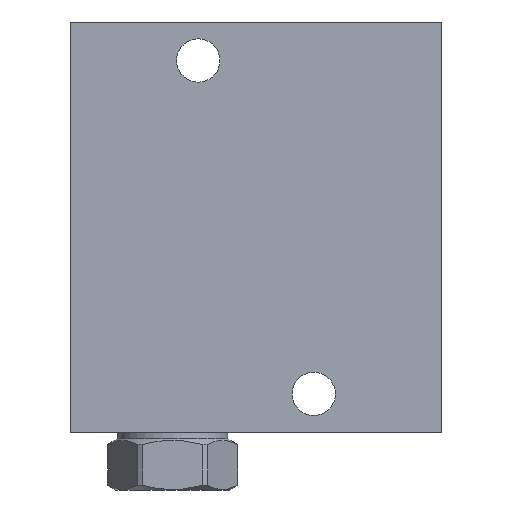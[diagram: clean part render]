
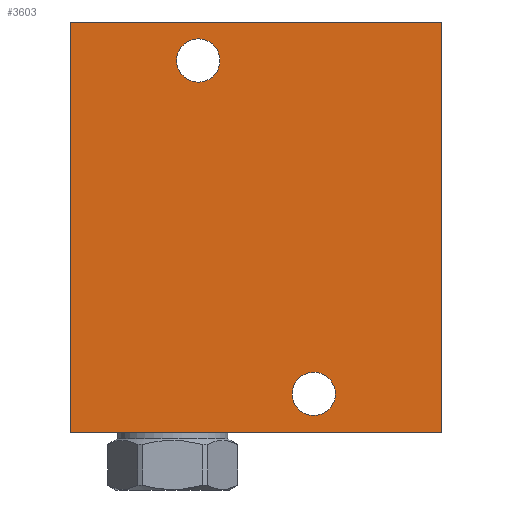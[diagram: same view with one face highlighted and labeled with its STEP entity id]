
A CAD part, front view. The second image highlights one B-rep face of the part: STEP entity #3603.
In plain terms, the highlighted planar face has unit normal (0, -1, 0).
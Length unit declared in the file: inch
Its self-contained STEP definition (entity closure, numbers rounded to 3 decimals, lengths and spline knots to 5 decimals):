
#5=DIRECTION('',(1.,0.,0.));
#6=VECTOR('',#5,3.625);
#7=CARTESIAN_POINT('',(0.,-1.5,0.));
#8=LINE('',#7,#6);
#75=DIRECTION('',(0.,0.,1.));
#76=VECTOR('',#75,4.);
#77=CARTESIAN_POINT('',(3.625,-1.5,0.));
#78=LINE('',#77,#76);
#121=DIRECTION('',(1.,0.,0.));
#122=VECTOR('',#121,3.625);
#123=CARTESIAN_POINT('',(0.,-1.5,4.));
#124=LINE('',#123,#122);
#1722=DIRECTION('',(0.,0.,1.));
#1723=VECTOR('',#1722,4.);
#1724=CARTESIAN_POINT('',(0.,-1.5,0.));
#1725=LINE('',#1724,#1723);
#1726=CARTESIAN_POINT('',(1.25,-1.5,3.625));
#1727=DIRECTION('',(0.,-1.,0.));
#1728=DIRECTION('',(-1.,0.,0.));
#1729=AXIS2_PLACEMENT_3D('',#1726,#1727,#1728);
#1731=CARTESIAN_POINT('',(1.25,-1.5,3.625));
#1732=DIRECTION('',(0.,-1.,0.));
#1733=DIRECTION('',(1.,0.,0.));
#1734=AXIS2_PLACEMENT_3D('',#1731,#1732,#1733);
#1736=CARTESIAN_POINT('',(2.375,-1.5,0.375));
#1737=DIRECTION('',(0.,-1.,0.));
#1738=DIRECTION('',(-1.,0.,0.));
#1739=AXIS2_PLACEMENT_3D('',#1736,#1737,#1738);
#1741=CARTESIAN_POINT('',(2.375,-1.5,0.375));
#1742=DIRECTION('',(0.,-1.,0.));
#1743=DIRECTION('',(1.,0.,0.));
#1744=AXIS2_PLACEMENT_3D('',#1741,#1742,#1743);
#1763=CARTESIAN_POINT('',(0.,-1.5,0.));
#1765=VERTEX_POINT('',#1763);
#1766=CARTESIAN_POINT('',(3.625,-1.5,0.));
#1767=VERTEX_POINT('',#1766);
#1771=CARTESIAN_POINT('',(0.,-1.5,4.));
#1773=VERTEX_POINT('',#1771);
#1774=CARTESIAN_POINT('',(3.625,-1.5,4.));
#1775=VERTEX_POINT('',#1774);
#1916=CARTESIAN_POINT('',(1.039,-1.5,3.625));
#1917=CARTESIAN_POINT('',(1.461,-1.5,3.625));
#1918=VERTEX_POINT('',#1916);
#1919=VERTEX_POINT('',#1917);
#1924=CARTESIAN_POINT('',(2.164,-1.5,0.375));
#1925=CARTESIAN_POINT('',(2.586,-1.5,0.375));
#1926=VERTEX_POINT('',#1924);
#1927=VERTEX_POINT('',#1925);
#3580=CARTESIAN_POINT('',(0.,-1.5,0.));
#3581=DIRECTION('',(0.,-1.,0.));
#3582=DIRECTION('',(1.,0.,0.));
#3583=AXIS2_PLACEMENT_3D('',#3580,#3581,#3582);
#3584=PLANE('',#3583);
#3585=ORIENTED_EDGE('',*,*,#2035,.F.);
#3586=ORIENTED_EDGE('',*,*,#2060,.T.);
#3587=ORIENTED_EDGE('',*,*,#2151,.T.);
#3588=ORIENTED_EDGE('',*,*,#2114,.F.);
#3589=EDGE_LOOP('',(#3585,#3586,#3587,#3588));
#3590=FACE_OUTER_BOUND('',#3589,.F.);
#3592=ORIENTED_EDGE('',*,*,#3591,.T.);
#3594=ORIENTED_EDGE('',*,*,#3593,.T.);
#3595=EDGE_LOOP('',(#3592,#3594));
#3596=FACE_BOUND('',#3595,.F.);
#3598=ORIENTED_EDGE('',*,*,#3597,.T.);
#3600=ORIENTED_EDGE('',*,*,#3599,.T.);
#3601=EDGE_LOOP('',(#3598,#3600));
#3602=FACE_BOUND('',#3601,.F.);
#3603=ADVANCED_FACE('',(#3590,#3596,#3602),#3584,.T.);
#1730=CIRCLE('',#1729,0.211);
#1735=CIRCLE('',#1734,0.211);
#1740=CIRCLE('',#1739,0.211);
#1745=CIRCLE('',#1744,0.211);
#2035=EDGE_CURVE('',#1765,#1767,#8,.T.);
#2060=EDGE_CURVE('',#1765,#1773,#1725,.T.);
#2114=EDGE_CURVE('',#1767,#1775,#78,.T.);
#2151=EDGE_CURVE('',#1773,#1775,#124,.T.);
#3591=EDGE_CURVE('',#1918,#1919,#1730,.T.);
#3593=EDGE_CURVE('',#1919,#1918,#1735,.T.);
#3597=EDGE_CURVE('',#1926,#1927,#1740,.T.);
#3599=EDGE_CURVE('',#1927,#1926,#1745,.T.);
